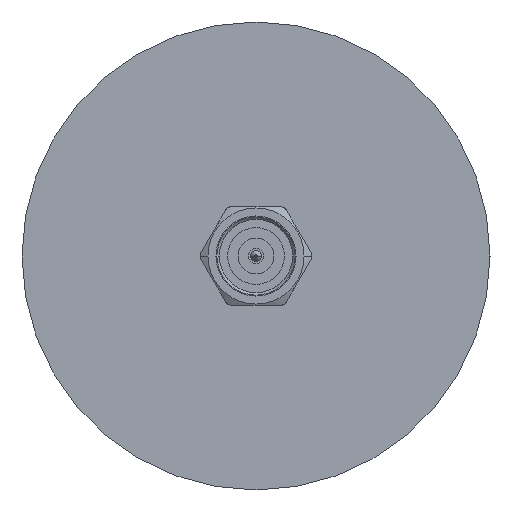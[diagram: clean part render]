
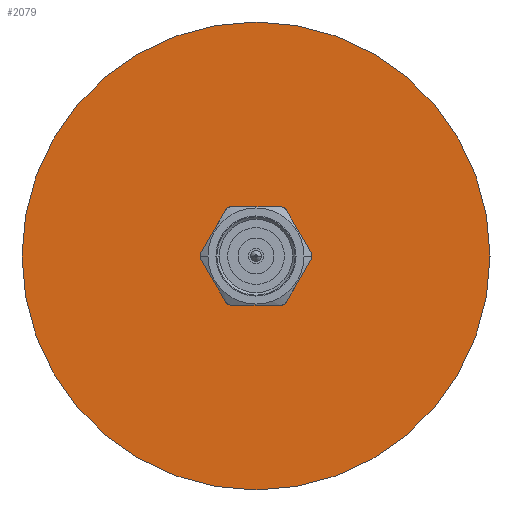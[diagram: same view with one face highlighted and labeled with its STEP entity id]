
A CAD part, left-side view. The second image highlights one B-rep face of the part: STEP entity #2079.
In plain terms, the highlighted planar face has unit normal (-1, 0, 0).
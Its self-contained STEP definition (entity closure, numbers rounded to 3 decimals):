
#17 = FACE_OUTER_BOUND ( 'NONE', #526, .T. ) ;
#102 = ORIENTED_EDGE ( 'NONE', *, *, #2311, .T. ) ;
#224 = ORIENTED_EDGE ( 'NONE', *, *, #980, .T. ) ;
#525 = DIRECTION ( 'NONE',  ( 0., -1., 0. ) ) ;
#526 = EDGE_LOOP ( 'NONE', ( #224, #102 ) ) ;
#538 = PLANE ( 'NONE',  #1949 ) ;
#569 = DIRECTION ( 'NONE',  ( 0., -1., 0. ) ) ;
#646 = CARTESIAN_POINT ( 'NONE',  ( 282.778, 46.987, 0. ) ) ;
#774 = CIRCLE ( 'NONE', #2623, 19. ) ;
#980 = EDGE_CURVE ( 'NONE', #1440, #2142, #3102, .T. ) ;
#1109 = DIRECTION ( 'NONE',  ( -1., 0., 0. ) ) ;
#1306 = DIRECTION ( 'NONE',  ( 1., 0., 0. ) ) ;
#1349 = EDGE_LOOP ( 'NONE', ( #1483, #2381 ) ) ;
#1382 = VERTEX_POINT ( 'NONE', #1495 ) ;
#1415 = DIRECTION ( 'NONE',  ( -1., 0., 0. ) ) ;
#1440 = VERTEX_POINT ( 'NONE', #1745 ) ;
#1483 = ORIENTED_EDGE ( 'NONE', *, *, #2194, .F. ) ;
#1486 = EDGE_CURVE ( 'NONE', #1892, #1382, #1886, .T. ) ;
#1495 = CARTESIAN_POINT ( 'NONE',  ( 282.778, 44.387, 0. ) ) ;
#1574 = AXIS2_PLACEMENT_3D ( 'NONE', #2578, #1109, #525 ) ;
#1617 = AXIS2_PLACEMENT_3D ( 'NONE', #2963, #2540, #2522 ) ;
#1641 = DIRECTION ( 'NONE',  ( -1., 0., 0. ) ) ;
#1745 = CARTESIAN_POINT ( 'NONE',  ( 282.778, 27.987, 0. ) ) ;
#1779 = AXIS2_PLACEMENT_3D ( 'NONE', #646, #1415, #3169 ) ;
#1813 = CARTESIAN_POINT ( 'NONE',  ( 282.778, 65.987, 0. ) ) ;
#1886 = CIRCLE ( 'NONE', #1617, 2.6 ) ;
#1892 = VERTEX_POINT ( 'NONE', #2030 ) ;
#1949 = AXIS2_PLACEMENT_3D ( 'NONE', #2825, #1306, #569 ) ;
#2030 = CARTESIAN_POINT ( 'NONE',  ( 282.778, 49.587, 0. ) ) ;
#2079 = ADVANCED_FACE ( 'NONE', ( #2777, #17 ), #538, .F. ) ;
#2142 = VERTEX_POINT ( 'NONE', #1813 ) ;
#2194 = EDGE_CURVE ( 'NONE', #1382, #1892, #2530, .T. ) ;
#2311 = EDGE_CURVE ( 'NONE', #2142, #1440, #774, .T. ) ;
#2381 = ORIENTED_EDGE ( 'NONE', *, *, #1486, .F. ) ;
#2522 = DIRECTION ( 'NONE',  ( 0., -1., 0. ) ) ;
#2530 = CIRCLE ( 'NONE', #1779, 2.6 ) ;
#2540 = DIRECTION ( 'NONE',  ( -1., 0., 0. ) ) ;
#2578 = CARTESIAN_POINT ( 'NONE',  ( 282.778, 46.987, 0. ) ) ;
#2623 = AXIS2_PLACEMENT_3D ( 'NONE', #2906, #1641, #2657 ) ;
#2657 = DIRECTION ( 'NONE',  ( 0., -1., 0. ) ) ;
#2777 = FACE_BOUND ( 'NONE', #1349, .T. ) ;
#2825 = CARTESIAN_POINT ( 'NONE',  ( 282.778, 0., 0. ) ) ;
#2906 = CARTESIAN_POINT ( 'NONE',  ( 282.778, 46.987, 0. ) ) ;
#2963 = CARTESIAN_POINT ( 'NONE',  ( 282.778, 46.987, 0. ) ) ;
#3102 = CIRCLE ( 'NONE', #1574, 19. ) ;
#3169 = DIRECTION ( 'NONE',  ( 0., -1., 0. ) ) ;
